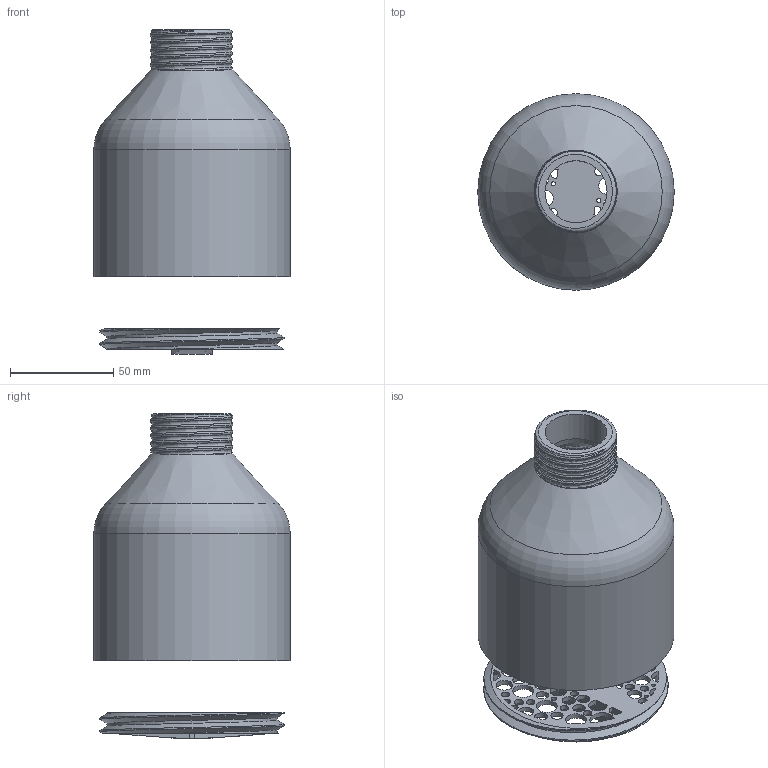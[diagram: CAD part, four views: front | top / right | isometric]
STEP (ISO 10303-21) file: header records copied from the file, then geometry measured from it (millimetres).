
FILE_DESCRIPTION(/* description */ (''),/* implementation_level */ '2;1');
FILE_NAME(/* name */ 'Trypophopic9000 (NATO mount) v8.step',/* time_stamp */ '2020-06-19T10:50:20+02:00',/* author */ (''),/* organization */ (''),/* preprocessor_version */ 'ST-DEVELOPER v18.1',/* originating_system */ 'Autodesk Translation Framework v9.3.0.1241',/* authorisation */ '');
FILE_SCHEMA (('AUTOMOTIVE_DESIGN { 1 0 10303 214 3 1 1 }'));
Length unit declared in the file: millimetre
Products named in the file (1): Trypophopic9000 (NATO mount)
Bounding box: 95 x 95 x 157.09 mm (x, y, z)
Volume: 110007.7 mm3; surface area: 84549.2 mm2
Topology: 2 solids, 2 shells, 139 faces, 468 edges, 307 vertices
Faces by surface type: cylinder 107, plane 15, bspline 8, cone 5, torus 4
Full cylindrical faces by diameter (mm): 2 x8, 2.828 x2, 4 x14, 4.472 x4, 6 x10, 6.325 x2, 7.211 x2, 8 x6, 10.198 x4, 16 x1, 30 x1, 39.046 x4, 82.336 x1, 83.905 x2, 89.22 x1, 90 x1, 90.621 x1, 95 x1
Entity records: 11837 total; most frequent: CARTESIAN_POINT 7322, ORIENTED_EDGE 936, DIRECTION 917, EDGE_CURVE 468, AXIS2_PLACEMENT_3D 376, VERTEX_POINT 307, EDGE_LOOP 279, CIRCLE 244
